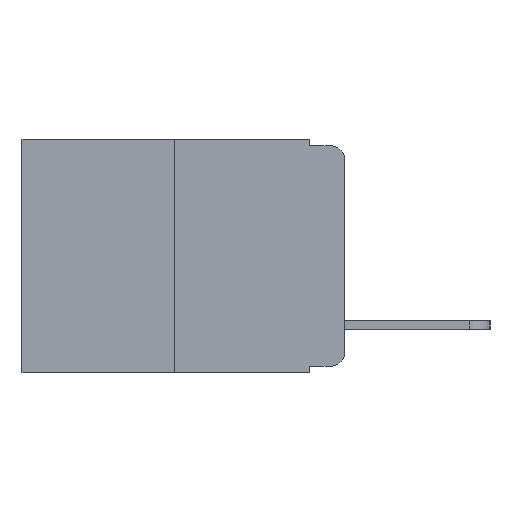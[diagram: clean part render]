
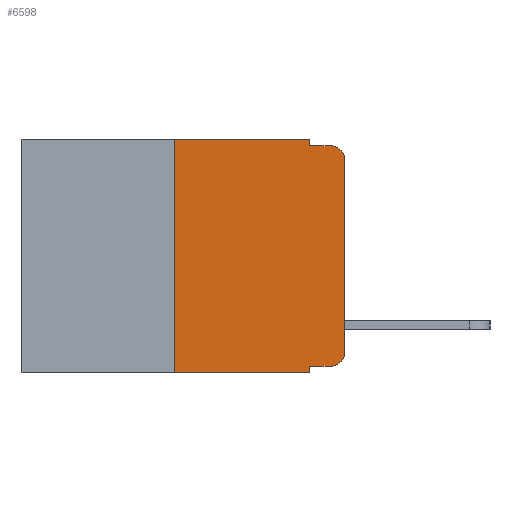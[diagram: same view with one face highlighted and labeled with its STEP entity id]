
A CAD part, left-side view. The second image highlights one B-rep face of the part: STEP entity #6598.
In plain terms, the highlighted planar face has unit normal (-1, 0, 0).
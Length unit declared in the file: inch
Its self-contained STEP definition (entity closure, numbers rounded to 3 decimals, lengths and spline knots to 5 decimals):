
#70 = LINE ( 'NONE', #7193, #8239 ) ;
#482 = CARTESIAN_POINT ( 'NONE',  ( 0., 0.051, -0.333 ) ) ;
#682 = VECTOR ( 'NONE', #4269, 39.37008 ) ;
#1703 = ORIENTED_EDGE ( 'NONE', *, *, #10248, .T. ) ;
#1857 = ORIENTED_EDGE ( 'NONE', *, *, #10274, .T. ) ;
#1991 = ORIENTED_EDGE ( 'NONE', *, *, #10304, .F. ) ;
#2136 = AXIS2_PLACEMENT_3D ( 'NONE', #15957, #15689, #13449 ) ;
#2155 = CIRCLE ( 'NONE', #4472, 0.02 ) ;
#2265 = CARTESIAN_POINT ( 'NONE',  ( 0., 0.25, -0.343 ) ) ;
#2303 = ORIENTED_EDGE ( 'NONE', *, *, #10308, .F. ) ;
#2323 = ORIENTED_EDGE ( 'NONE', *, *, #3756, .F. ) ;
#2428 = ORIENTED_EDGE ( 'NONE', *, *, #10331, .F. ) ;
#2477 = ORIENTED_EDGE ( 'NONE', *, *, #9578, .T. ) ;
#2620 = ORIENTED_EDGE ( 'NONE', *, *, #10334, .F. ) ;
#2648 = ORIENTED_EDGE ( 'NONE', *, *, #10354, .T. ) ;
#2772 = ORIENTED_EDGE ( 'NONE', *, *, #10356, .T. ) ;
#3511 = VERTEX_POINT ( 'NONE', #11796 ) ;
#3756 = EDGE_CURVE ( 'NONE', #13662, #13356, #4813, .T. ) ;
#3901 = VERTEX_POINT ( 'NONE', #14357 ) ;
#4269 = DIRECTION ( 'NONE',  ( 0., -1., 0. ) ) ;
#4318 = CARTESIAN_POINT ( 'NONE',  ( 0., 0.473, -0.343 ) ) ;
#4344 = VECTOR ( 'NONE', #17558, 39.37008 ) ;
#4472 = AXIS2_PLACEMENT_3D ( 'NONE', #16179, #13903, #16297 ) ;
#4813 = LINE ( 'NONE', #14147, #11631 ) ;
#4857 = CARTESIAN_POINT ( 'NONE',  ( 0., 0., -0.03 ) ) ;
#5152 = FACE_OUTER_BOUND ( 'NONE', #9852, .T. ) ;
#5978 = AXIS2_PLACEMENT_3D ( 'NONE', #12462, #11857, #11834 ) ;
#6595 = VERTEX_POINT ( 'NONE', #12094 ) ;
#6598 = ADVANCED_FACE ( 'NONE', ( #5152 ), #12018, .F. ) ;
#7042 = VERTEX_POINT ( 'NONE', #482 ) ;
#7193 = CARTESIAN_POINT ( 'NONE',  ( 0., 0., 0. ) ) ;
#7213 = DIRECTION ( 'NONE',  ( 0., 0., 1. ) ) ;
#7726 = DIRECTION ( 'NONE',  ( 0., -1., 0. ) ) ;
#7777 = LINE ( 'NONE', #16083, #4344 ) ;
#7845 = CARTESIAN_POINT ( 'NONE',  ( 0., 0.051, -0.333 ) ) ;
#8014 = CARTESIAN_POINT ( 'NONE',  ( 0., 0., -0.313 ) ) ;
#8239 = VECTOR ( 'NONE', #7213, 39.37008 ) ;
#8790 = DIRECTION ( 'NONE',  ( 0., 0., 1. ) ) ;
#8837 = CARTESIAN_POINT ( 'NONE',  ( 0., 0.051, -0.01 ) ) ;
#8977 = CARTESIAN_POINT ( 'NONE',  ( 0., 0.051, 0. ) ) ;
#9523 = DIRECTION ( 'NONE',  ( 0., 0., -1. ) ) ;
#9578 = EDGE_CURVE ( 'NONE', #13566, #3901, #12500, .T. ) ;
#9850 = CARTESIAN_POINT ( 'NONE',  ( 0., 0.25, 0. ) ) ;
#9852 = EDGE_LOOP ( 'NONE', ( #1703, #1857, #1991, #2303, #2323, #2428, #2477, #2620, #2648, #2772 ) ) ;
#10248 = EDGE_CURVE ( 'NONE', #12066, #11690, #70, .T. ) ;
#10274 = EDGE_CURVE ( 'NONE', #11690, #6595, #15235, .T. ) ;
#10304 = EDGE_CURVE ( 'NONE', #14207, #6595, #11262, .T. ) ;
#10308 = EDGE_CURVE ( 'NONE', #13356, #14207, #7777, .T. ) ;
#10331 = EDGE_CURVE ( 'NONE', #13566, #13662, #14224, .T. ) ;
#10334 = EDGE_CURVE ( 'NONE', #7042, #3901, #10897, .T. ) ;
#10354 = EDGE_CURVE ( 'NONE', #7042, #3511, #16131, .T. ) ;
#10356 = EDGE_CURVE ( 'NONE', #3511, #12066, #2155, .T. ) ;
#10471 = VECTOR ( 'NONE', #9523, 39.37008 ) ;
#10897 = LINE ( 'NONE', #8977, #10471 ) ;
#11262 = LINE ( 'NONE', #8837, #14584 ) ;
#11631 = VECTOR ( 'NONE', #7726, 39.37008 ) ;
#11690 = VERTEX_POINT ( 'NONE', #4857 ) ;
#11796 = CARTESIAN_POINT ( 'NONE',  ( 0., 0.02, -0.333 ) ) ;
#11834 = DIRECTION ( 'NONE',  ( 0., 0., -1. ) ) ;
#11857 = DIRECTION ( 'NONE',  ( 1., 0., 0. ) ) ;
#11879 = CARTESIAN_POINT ( 'NONE',  ( 0., 0.051, -0.01 ) ) ;
#12018 = PLANE ( 'NONE',  #5978 ) ;
#12066 = VERTEX_POINT ( 'NONE', #8014 ) ;
#12094 = CARTESIAN_POINT ( 'NONE',  ( 0., 0.02, -0.01 ) ) ;
#12137 = CARTESIAN_POINT ( 'NONE',  ( 0., 0.051, 0. ) ) ;
#12462 = CARTESIAN_POINT ( 'NONE',  ( 0., 0.473, 0. ) ) ;
#12500 = LINE ( 'NONE', #4318, #682 ) ;
#13092 = VECTOR ( 'NONE', #13919, 39.37008 ) ;
#13356 = VERTEX_POINT ( 'NONE', #12137 ) ;
#13449 = DIRECTION ( 'NONE',  ( 0., 0., -1. ) ) ;
#13566 = VERTEX_POINT ( 'NONE', #2265 ) ;
#13662 = VERTEX_POINT ( 'NONE', #9850 ) ;
#13903 = DIRECTION ( 'NONE',  ( -1., 0., 0. ) ) ;
#13919 = DIRECTION ( 'NONE',  ( 0., -1., 0. ) ) ;
#14100 = DIRECTION ( 'NONE',  ( 0., -1., 0. ) ) ;
#14147 = CARTESIAN_POINT ( 'NONE',  ( 0., 0.473, 0. ) ) ;
#14207 = VERTEX_POINT ( 'NONE', #11879 ) ;
#14224 = LINE ( 'NONE', #15809, #16783 ) ;
#14357 = CARTESIAN_POINT ( 'NONE',  ( 0., 0.051, -0.343 ) ) ;
#14584 = VECTOR ( 'NONE', #14100, 39.37008 ) ;
#15235 = CIRCLE ( 'NONE', #2136, 0.02 ) ;
#15689 = DIRECTION ( 'NONE',  ( -1., 0., 0. ) ) ;
#15809 = CARTESIAN_POINT ( 'NONE',  ( 0., 0.25, 0. ) ) ;
#15957 = CARTESIAN_POINT ( 'NONE',  ( 0., 0.02, -0.03 ) ) ;
#16083 = CARTESIAN_POINT ( 'NONE',  ( 0., 0.051, 0. ) ) ;
#16131 = LINE ( 'NONE', #7845, #13092 ) ;
#16179 = CARTESIAN_POINT ( 'NONE',  ( 0., 0.02, -0.313 ) ) ;
#16297 = DIRECTION ( 'NONE',  ( 0., 0., -1. ) ) ;
#16783 = VECTOR ( 'NONE', #8790, 39.37008 ) ;
#17558 = DIRECTION ( 'NONE',  ( 0., 0., -1. ) ) ;
